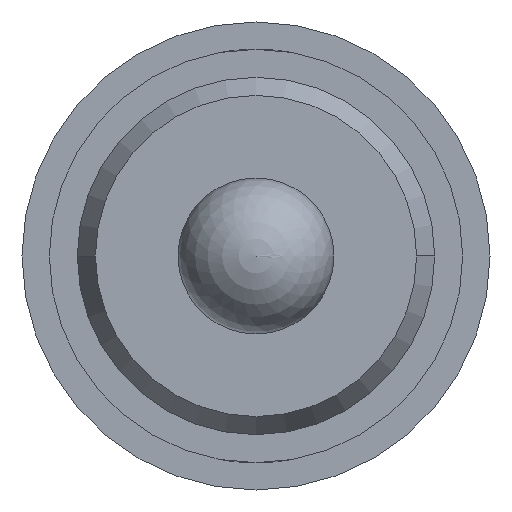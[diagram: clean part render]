
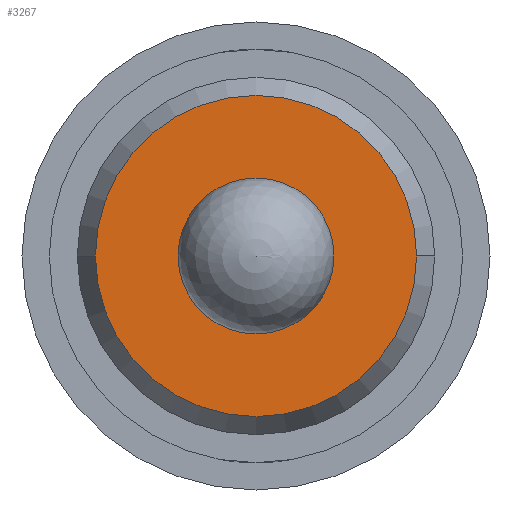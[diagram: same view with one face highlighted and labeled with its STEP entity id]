
A CAD part, front view. The second image highlights one B-rep face of the part: STEP entity #3267.
In plain terms, the highlighted planar face has unit normal (0, -1, 0).
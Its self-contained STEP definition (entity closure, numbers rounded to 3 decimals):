
#2 = AXIS2_PLACEMENT_3D ( 'NONE', #2633, #3645, #4000 ) ;
#127 = VERTEX_POINT ( 'NONE', #4091 ) ;
#175 = PLANE ( 'NONE',  #2274 ) ;
#186 = CARTESIAN_POINT ( 'NONE',  ( 1.03, -28.6, 0. ) ) ;
#345 = DIRECTION ( 'NONE',  ( 1., 0., 0. ) ) ;
#393 = AXIS2_PLACEMENT_3D ( 'NONE', #497, #454, #1482 ) ;
#454 = DIRECTION ( 'NONE',  ( 0., 1., 0. ) ) ;
#497 = CARTESIAN_POINT ( 'NONE',  ( 0., -28.6, 0. ) ) ;
#685 = DIRECTION ( 'NONE',  ( 0., -1., 0. ) ) ;
#800 = FACE_BOUND ( 'NONE', #1037, .T. ) ;
#1037 = EDGE_LOOP ( 'NONE', ( #3033, #3867 ) ) ;
#1176 = EDGE_CURVE ( 'Defeature ausgef�hrt1_17+Defeature ausgef�hrt1_14+Defeature ausgef�hrt1_14+Defeature ausgef�hrt1_14', #127, #3010, #1773, .T. ) ;
#1482 = DIRECTION ( 'NONE',  ( 0., 0., -1. ) ) ;
#1565 = DIRECTION ( 'NONE',  ( 0., -1., 0. ) ) ;
#1667 = CARTESIAN_POINT ( 'NONE',  ( 0., -28.6, -0.5 ) ) ;
#1773 = CIRCLE ( 'NONE', #393, 0.5 ) ;
#1856 = ORIENTED_EDGE ( 'NONE', *, *, #2993, .T. ) ;
#1865 = DIRECTION ( 'NONE',  ( 0., -1., 0. ) ) ;
#1900 = DIRECTION ( 'NONE',  ( 1., 0., 0. ) ) ;
#1952 = EDGE_CURVE ( 'Defeature ausgef�hrt1_17+Defeature ausgef�hrt1_14+Defeature ausgef�hrt1_14+Defeature ausgef�hrt1_14', #3010, #127, #2518, .T. ) ;
#2165 = AXIS2_PLACEMENT_3D ( 'NONE', #2622, #1565, #1900 ) ;
#2209 = CIRCLE ( 'NONE', #2165, 1.03 ) ;
#2274 = AXIS2_PLACEMENT_3D ( 'NONE', #3906, #1865, #4261 ) ;
#2346 = EDGE_LOOP ( 'NONE', ( #1856, #4193 ) ) ;
#2518 = CIRCLE ( 'NONE', #2, 0.5 ) ;
#2622 = CARTESIAN_POINT ( 'NONE',  ( 0., -28.6, 0. ) ) ;
#2633 = CARTESIAN_POINT ( 'NONE',  ( 0., -28.6, 0. ) ) ;
#2907 = FACE_OUTER_BOUND ( 'NONE', #2346, .T. ) ;
#2993 = EDGE_CURVE ( 'Defeature ausgef�hrt1_17+Defeature ausgef�hrt1_16+Defeature ausgef�hrt1_16+Defeature ausgef�hrt1_16', #4121, #4061, #3717, .T. ) ;
#3010 = VERTEX_POINT ( 'NONE', #1667 ) ;
#3033 = ORIENTED_EDGE ( 'NONE', *, *, #1176, .T. ) ;
#3216 = CARTESIAN_POINT ( 'NONE',  ( -1.03, -28.6, 0. ) ) ;
#3267 = ADVANCED_FACE ( 'Defeature ausgef�hrt1_17', ( #800, #2907 ), #175, .T. ) ;
#3472 = AXIS2_PLACEMENT_3D ( 'NONE', #4071, #685, #345 ) ;
#3645 = DIRECTION ( 'NONE',  ( 0., 1., 0. ) ) ;
#3717 = CIRCLE ( 'NONE', #3472, 1.03 ) ;
#3867 = ORIENTED_EDGE ( 'NONE', *, *, #1952, .T. ) ;
#3906 = CARTESIAN_POINT ( 'NONE',  ( -1.145, -28.6, 0. ) ) ;
#3922 = EDGE_CURVE ( 'Defeature ausgef�hrt1_17+Defeature ausgef�hrt1_16+Defeature ausgef�hrt1_16+Defeature ausgef�hrt1_16', #4061, #4121, #2209, .T. ) ;
#4000 = DIRECTION ( 'NONE',  ( 0., 0., -1. ) ) ;
#4061 = VERTEX_POINT ( 'NONE', #186 ) ;
#4071 = CARTESIAN_POINT ( 'NONE',  ( 0., -28.6, 0. ) ) ;
#4091 = CARTESIAN_POINT ( 'NONE',  ( 0., -28.6, 0.5 ) ) ;
#4121 = VERTEX_POINT ( 'NONE', #3216 ) ;
#4193 = ORIENTED_EDGE ( 'NONE', *, *, #3922, .T. ) ;
#4261 = DIRECTION ( 'NONE',  ( 1., 0., 0. ) ) ;
